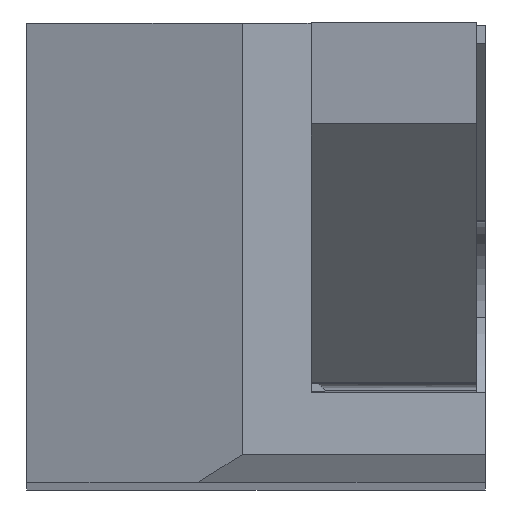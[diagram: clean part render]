
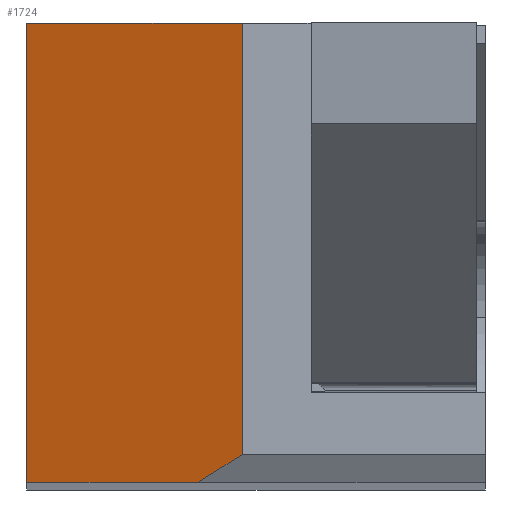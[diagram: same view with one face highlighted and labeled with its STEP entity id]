
A CAD part, top view. The second image highlights one B-rep face of the part: STEP entity #1724.
In plain terms, the highlighted planar face has unit normal (-0.342, 0, 0.94).
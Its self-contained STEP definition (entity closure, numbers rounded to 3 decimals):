
#20 = ORIENTED_EDGE ( 'NONE', *, *, #1674, .T. ) ;
#103 = VERTEX_POINT ( 'NONE', #1114 ) ;
#114 = ORIENTED_EDGE ( 'NONE', *, *, #2120, .F. ) ;
#177 = VERTEX_POINT ( 'NONE', #430 ) ;
#203 = EDGE_CURVE ( 'NONE', #752, #103, #2166, .T. ) ;
#430 = CARTESIAN_POINT ( 'NONE',  ( 0., 10., -1.711 ) ) ;
#463 = EDGE_LOOP ( 'NONE', ( #1772, #1347, #679, #20, #114 ) ) ;
#555 = DIRECTION ( 'NONE',  ( 0.808, 0.51, 0.294 ) ) ;
#560 = DIRECTION ( 'NONE',  ( 0., -1., 0. ) ) ;
#636 = EDGE_CURVE ( 'NONE', #103, #177, #1660, .T. ) ;
#679 = ORIENTED_EDGE ( 'NONE', *, *, #203, .F. ) ;
#712 = VERTEX_POINT ( 'NONE', #1005 ) ;
#727 = CARTESIAN_POINT ( 'NONE',  ( 93.787, 56.762, 32.425 ) ) ;
#730 = LINE ( 'NONE', #1677, #1698 ) ;
#732 = FACE_OUTER_BOUND ( 'NONE', #463, .T. ) ;
#752 = VERTEX_POINT ( 'NONE', #909 ) ;
#864 = VECTOR ( 'NONE', #555, 1000. ) ;
#909 = CARTESIAN_POINT ( 'NONE',  ( 3.748, 0., -0.346 ) ) ;
#1005 = CARTESIAN_POINT ( 'NONE',  ( 4.7, 10., 0. ) ) ;
#1038 = VERTEX_POINT ( 'NONE', #2223 ) ;
#1114 = CARTESIAN_POINT ( 'NONE',  ( 0., 0., -1.711 ) ) ;
#1210 = CARTESIAN_POINT ( 'NONE',  ( 0., 0., -1.711 ) ) ;
#1266 = DIRECTION ( 'NONE',  ( 0., 1., 0. ) ) ;
#1278 = DIRECTION ( 'NONE',  ( 0.94, 0., 0.342 ) ) ;
#1347 = ORIENTED_EDGE ( 'NONE', *, *, #636, .F. ) ;
#1495 = VECTOR ( 'NONE', #1876, 1000. ) ;
#1660 = LINE ( 'NONE', #1210, #2096 ) ;
#1674 = EDGE_CURVE ( 'NONE', #752, #1038, #1784, .T. ) ;
#1677 = CARTESIAN_POINT ( 'NONE',  ( 4.7, 136.244, 0. ) ) ;
#1698 = VECTOR ( 'NONE', #560, 1000. ) ;
#1724 = ADVANCED_FACE ( 'NONE', ( #732 ), #1859, .T. ) ;
#1747 = CARTESIAN_POINT ( 'NONE',  ( -31.59, 10., -13.208 ) ) ;
#1770 = VECTOR ( 'NONE', #2132, 1000. ) ;
#1772 = ORIENTED_EDGE ( 'NONE', *, *, #1819, .F. ) ;
#1784 = LINE ( 'NONE', #727, #864 ) ;
#1819 = EDGE_CURVE ( 'NONE', #177, #712, #2200, .T. ) ;
#1859 = PLANE ( 'NONE',  #2171 ) ;
#1876 = DIRECTION ( 'NONE',  ( 0.94, 0., 0.342 ) ) ;
#2096 = VECTOR ( 'NONE', #1266, 1000. ) ;
#2120 = EDGE_CURVE ( 'NONE', #712, #1038, #730, .T. ) ;
#2122 = CARTESIAN_POINT ( 'NONE',  ( 4.7, 136.244, 0. ) ) ;
#2128 = DIRECTION ( 'NONE',  ( -0.342, 0., 0.94 ) ) ;
#2132 = DIRECTION ( 'NONE',  ( -0.94, 0., -0.342 ) ) ;
#2147 = CARTESIAN_POINT ( 'NONE',  ( -31.59, 0., -13.208 ) ) ;
#2166 = LINE ( 'NONE', #2147, #1770 ) ;
#2171 = AXIS2_PLACEMENT_3D ( 'NONE', #2122, #2128, #1278 ) ;
#2200 = LINE ( 'NONE', #1747, #1495 ) ;
#2223 = CARTESIAN_POINT ( 'NONE',  ( 4.7, 0.6, 0. ) ) ;
